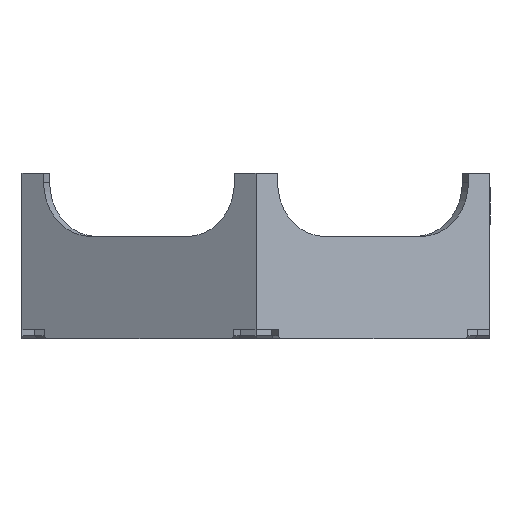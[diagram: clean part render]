
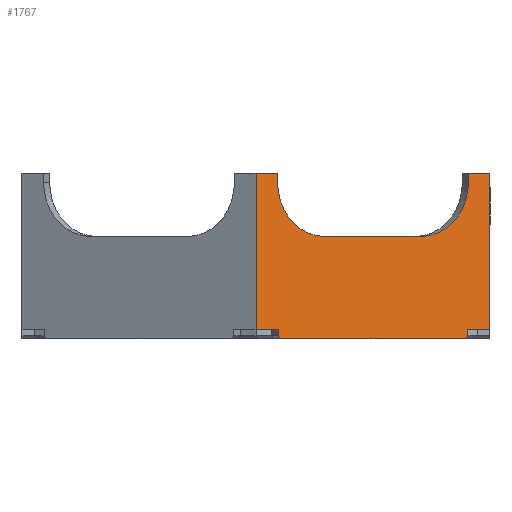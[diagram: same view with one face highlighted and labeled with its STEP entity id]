
A CAD part, left-side view. The second image highlights one B-rep face of the part: STEP entity #1767.
In plain terms, the highlighted planar face has unit normal (-0.866, -0.5, 0).
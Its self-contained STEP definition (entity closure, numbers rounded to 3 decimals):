
#234 = VERTEX_POINT('',#235);
#235 = CARTESIAN_POINT('',(-38.423,-11.392,17.));
#241 = EDGE_CURVE('',#234,#242,#244,.T.);
#242 = VERTEX_POINT('',#243);
#243 = CARTESIAN_POINT('',(-29.077,-27.579,17.));
#244 = LINE('',#245,#246);
#245 = CARTESIAN_POINT('',(-45.,0.,17.));
#246 = VECTOR('',#247,1.);
#247 = DIRECTION('',(0.5,-0.866,0.));
#1400 = VERTEX_POINT('',#1401);
#1401 = CARTESIAN_POINT('',(-22.5,-38.971,27.5));
#1407 = EDGE_CURVE('',#1408,#1400,#1410,.T.);
#1408 = VERTEX_POINT('',#1409);
#1409 = CARTESIAN_POINT('',(-22.5,-38.971,1.5));
#1410 = LINE('',#1411,#1412);
#1411 = CARTESIAN_POINT('',(-22.5,-38.971,17.));
#1412 = VECTOR('',#1413,1.);
#1413 = DIRECTION('',(0.,0.,1.));
#1723 = VERTEX_POINT('',#1724);
#1724 = CARTESIAN_POINT('',(-24.577,-35.373,26.));
#1730 = EDGE_CURVE('',#242,#1723,#1731,.T.);
#1731 = CIRCLE('',#1732,9.);
#1732 = AXIS2_PLACEMENT_3D('',#1733,#1734,#1735);
#1733 = CARTESIAN_POINT('',(-29.077,-27.579,26.));
#1734 = DIRECTION('',(-0.866,-0.5,0.));
#1735 = DIRECTION('',(0.5,-0.866,0.));
#1767 = ADVANCED_FACE('',(#1768),#1874,.T.);
#1768 = FACE_BOUND('',#1769,.T.);
#1769 = EDGE_LOOP('',(#1770,#1780,#1788,#1796,#1804,#1812,#1818,#1819,
    #1827,#1833,#1834,#1835,#1844,#1852,#1860,#1868));
#1770 = ORIENTED_EDGE('',*,*,#1771,.F.);
#1771 = EDGE_CURVE('',#1772,#1774,#1776,.T.);
#1772 = VERTEX_POINT('',#1773);
#1773 = CARTESIAN_POINT('',(-42.873,-3.685,0.5));
#1774 = VERTEX_POINT('',#1775);
#1775 = CARTESIAN_POINT('',(-42.873,-3.685,1.5));
#1776 = LINE('',#1777,#1778);
#1777 = CARTESIAN_POINT('',(-42.873,-3.685,0.));
#1778 = VECTOR('',#1779,1.);
#1779 = DIRECTION('',(0.,0.,1.));
#1780 = ORIENTED_EDGE('',*,*,#1781,.F.);
#1781 = EDGE_CURVE('',#1782,#1772,#1784,.T.);
#1782 = VERTEX_POINT('',#1783);
#1783 = CARTESIAN_POINT('',(-42.623,-4.118,
    0.));
#1784 = LINE('',#1785,#1786);
#1785 = CARTESIAN_POINT('',(-42.186,-4.874,
    -0.874));
#1786 = VECTOR('',#1787,1.);
#1787 = DIRECTION('',(-0.354,0.612,0.707));
#1788 = ORIENTED_EDGE('',*,*,#1789,.T.);
#1789 = EDGE_CURVE('',#1782,#1790,#1792,.T.);
#1790 = VERTEX_POINT('',#1791);
#1791 = CARTESIAN_POINT('',(-24.877,-34.853,
    0.));
#1792 = LINE('',#1793,#1794);
#1793 = CARTESIAN_POINT('',(-45.,0.,0.));
#1794 = VECTOR('',#1795,1.);
#1795 = DIRECTION('',(0.5,-0.866,0.));
#1796 = ORIENTED_EDGE('',*,*,#1797,.F.);
#1797 = EDGE_CURVE('',#1798,#1790,#1800,.T.);
#1798 = VERTEX_POINT('',#1799);
#1799 = CARTESIAN_POINT('',(-24.627,-35.286,0.5));
#1800 = LINE('',#1801,#1802);
#1801 = CARTESIAN_POINT('',(-25.314,-34.097,
    -0.874));
#1802 = VECTOR('',#1803,1.);
#1803 = DIRECTION('',(-0.354,0.612,-0.707));
#1804 = ORIENTED_EDGE('',*,*,#1805,.T.);
#1805 = EDGE_CURVE('',#1798,#1806,#1808,.T.);
#1806 = VERTEX_POINT('',#1807);
#1807 = CARTESIAN_POINT('',(-24.627,-35.286,1.5));
#1808 = LINE('',#1809,#1810);
#1809 = CARTESIAN_POINT('',(-24.627,-35.286,0.));
#1810 = VECTOR('',#1811,1.);
#1811 = DIRECTION('',(0.,0.,1.));
#1812 = ORIENTED_EDGE('',*,*,#1813,.T.);
#1813 = EDGE_CURVE('',#1806,#1408,#1814,.T.);
#1814 = LINE('',#1815,#1816);
#1815 = CARTESIAN_POINT('',(-24.627,-35.286,1.5));
#1816 = VECTOR('',#1817,1.);
#1817 = DIRECTION('',(0.5,-0.866,0.));
#1818 = ORIENTED_EDGE('',*,*,#1407,.T.);
#1819 = ORIENTED_EDGE('',*,*,#1820,.F.);
#1820 = EDGE_CURVE('',#1821,#1400,#1823,.T.);
#1821 = VERTEX_POINT('',#1822);
#1822 = CARTESIAN_POINT('',(-24.577,-35.373,27.5));
#1823 = LINE('',#1824,#1825);
#1824 = CARTESIAN_POINT('',(-24.577,-35.373,27.5));
#1825 = VECTOR('',#1826,1.);
#1826 = DIRECTION('',(0.5,-0.866,0.));
#1827 = ORIENTED_EDGE('',*,*,#1828,.F.);
#1828 = EDGE_CURVE('',#1723,#1821,#1829,.T.);
#1829 = LINE('',#1830,#1831);
#1830 = CARTESIAN_POINT('',(-24.577,-35.373,17.));
#1831 = VECTOR('',#1832,1.);
#1832 = DIRECTION('',(0.,0.,1.));
#1833 = ORIENTED_EDGE('',*,*,#1730,.F.);
#1834 = ORIENTED_EDGE('',*,*,#241,.F.);
#1835 = ORIENTED_EDGE('',*,*,#1836,.T.);
#1836 = EDGE_CURVE('',#234,#1837,#1839,.T.);
#1837 = VERTEX_POINT('',#1838);
#1838 = CARTESIAN_POINT('',(-42.923,-3.598,26.));
#1839 = CIRCLE('',#1840,9.);
#1840 = AXIS2_PLACEMENT_3D('',#1841,#1842,#1843);
#1841 = CARTESIAN_POINT('',(-38.423,-11.392,26.));
#1842 = DIRECTION('',(0.866,0.5,-0.));
#1843 = DIRECTION('',(-0.5,0.866,0.));
#1844 = ORIENTED_EDGE('',*,*,#1845,.T.);
#1845 = EDGE_CURVE('',#1837,#1846,#1848,.T.);
#1846 = VERTEX_POINT('',#1847);
#1847 = CARTESIAN_POINT('',(-42.923,-3.598,27.5));
#1848 = LINE('',#1849,#1850);
#1849 = CARTESIAN_POINT('',(-42.923,-3.598,17.));
#1850 = VECTOR('',#1851,1.);
#1851 = DIRECTION('',(0.,0.,1.));
#1852 = ORIENTED_EDGE('',*,*,#1853,.F.);
#1853 = EDGE_CURVE('',#1854,#1846,#1856,.T.);
#1854 = VERTEX_POINT('',#1855);
#1855 = CARTESIAN_POINT('',(-45.,0.,27.5));
#1856 = LINE('',#1857,#1858);
#1857 = CARTESIAN_POINT('',(-45.,0.,27.5));
#1858 = VECTOR('',#1859,1.);
#1859 = DIRECTION('',(0.5,-0.866,0.));
#1860 = ORIENTED_EDGE('',*,*,#1861,.F.);
#1861 = EDGE_CURVE('',#1862,#1854,#1864,.T.);
#1862 = VERTEX_POINT('',#1863);
#1863 = CARTESIAN_POINT('',(-45.,0.,1.5));
#1864 = LINE('',#1865,#1866);
#1865 = CARTESIAN_POINT('',(-45.,0.,17.));
#1866 = VECTOR('',#1867,1.);
#1867 = DIRECTION('',(0.,0.,1.));
#1868 = ORIENTED_EDGE('',*,*,#1869,.F.);
#1869 = EDGE_CURVE('',#1774,#1862,#1870,.T.);
#1870 = LINE('',#1871,#1872);
#1871 = CARTESIAN_POINT('',(-42.873,-3.685,1.5));
#1872 = VECTOR('',#1873,1.);
#1873 = DIRECTION('',(-0.5,0.866,0.));
#1874 = PLANE('',#1875);
#1875 = AXIS2_PLACEMENT_3D('',#1876,#1877,#1878);
#1876 = CARTESIAN_POINT('',(-33.75,-19.486,12.492));
#1877 = DIRECTION('',(-0.866,-0.5,0.));
#1878 = DIRECTION('',(0.5,-0.866,0.));
